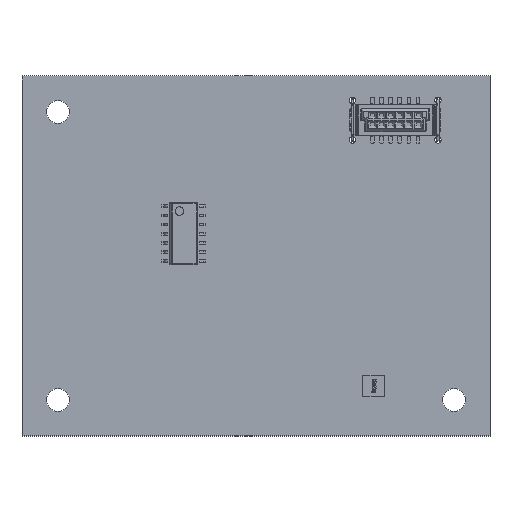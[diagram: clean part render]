
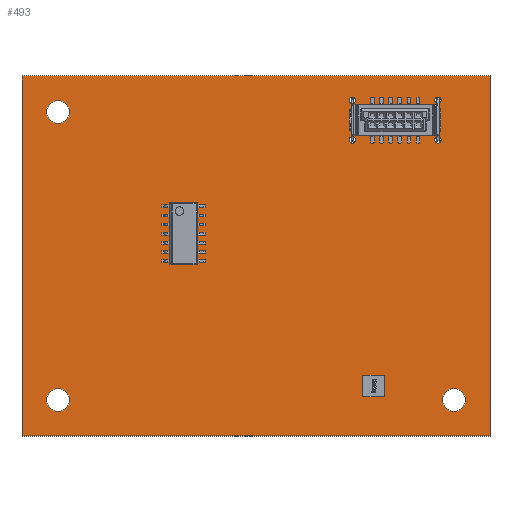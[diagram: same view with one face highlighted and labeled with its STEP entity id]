
A CAD part, top view. The second image highlights one B-rep face of the part: STEP entity #493.
In plain terms, the highlighted planar face has unit normal (0, 0, 1).
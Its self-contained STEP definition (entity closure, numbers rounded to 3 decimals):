
#77 = VERTEX_POINT('',#78);
#78 = CARTESIAN_POINT('',(115.,-130.,0.));
#95 = VERTEX_POINT('',#96);
#96 = CARTESIAN_POINT('',(115.,-80.,0.));
#102 = EDGE_CURVE('',#77,#95,#103,.T.);
#103 = LINE('',#104,#105);
#104 = CARTESIAN_POINT('',(115.,-130.,0.));
#105 = VECTOR('',#106,1.);
#106 = DIRECTION('',(0.,1.,0.));
#117 = VERTEX_POINT('',#118);
#118 = CARTESIAN_POINT('',(180.,-130.,0.));
#133 = EDGE_CURVE('',#117,#77,#134,.T.);
#134 = LINE('',#135,#136);
#135 = CARTESIAN_POINT('',(180.,-130.,0.));
#136 = VECTOR('',#137,1.);
#137 = DIRECTION('',(-1.,0.,0.));
#157 = VERTEX_POINT('',#158);
#158 = CARTESIAN_POINT('',(180.,-80.,0.));
#164 = EDGE_CURVE('',#95,#157,#165,.T.);
#165 = LINE('',#166,#167);
#166 = CARTESIAN_POINT('',(115.,-80.,0.));
#167 = VECTOR('',#168,1.);
#168 = DIRECTION('',(1.,0.,0.));
#186 = EDGE_CURVE('',#157,#117,#187,.T.);
#187 = LINE('',#188,#189);
#188 = CARTESIAN_POINT('',(180.,-80.,0.));
#189 = VECTOR('',#190,1.);
#190 = DIRECTION('',(0.,-1.,0.));
#201 = VERTEX_POINT('',#202);
#202 = CARTESIAN_POINT('',(173.018,-86.119,0.));
#218 = EDGE_CURVE('',#201,#201,#219,.T.);
#219 = CIRCLE('',#220,0.8);
#220 = AXIS2_PLACEMENT_3D('',#221,#222,#223);
#221 = CARTESIAN_POINT('',(172.218,-86.119,0.));
#222 = DIRECTION('',(0.,0.,1.));
#223 = DIRECTION('',(1.,0.,-0.));
#234 = VERTEX_POINT('',#235);
#235 = CARTESIAN_POINT('',(173.218,-83.369,0.));
#251 = EDGE_CURVE('',#234,#234,#252,.T.);
#252 = CIRCLE('',#253,0.45);
#253 = AXIS2_PLACEMENT_3D('',#254,#255,#256);
#254 = CARTESIAN_POINT('',(172.768,-83.369,0.));
#255 = DIRECTION('',(0.,0.,1.));
#256 = DIRECTION('',(1.,0.,-0.));
#267 = VERTEX_POINT('',#268);
#268 = CARTESIAN_POINT('',(173.218,-88.869,0.));
#284 = EDGE_CURVE('',#267,#267,#285,.T.);
#285 = CIRCLE('',#286,0.45);
#286 = AXIS2_PLACEMENT_3D('',#287,#288,#289);
#287 = CARTESIAN_POINT('',(172.768,-88.869,0.));
#288 = DIRECTION('',(0.,0.,1.));
#289 = DIRECTION('',(1.,0.,-0.));
#300 = VERTEX_POINT('',#301);
#301 = CARTESIAN_POINT('',(161.348,-88.869,0.));
#317 = EDGE_CURVE('',#300,#300,#318,.T.);
#318 = CIRCLE('',#319,0.45);
#319 = AXIS2_PLACEMENT_3D('',#320,#321,#322);
#320 = CARTESIAN_POINT('',(160.898,-88.869,0.));
#321 = DIRECTION('',(0.,0.,1.));
#322 = DIRECTION('',(1.,0.,-0.));
#333 = VERTEX_POINT('',#334);
#334 = CARTESIAN_POINT('',(162.248,-86.119,0.));
#350 = EDGE_CURVE('',#333,#333,#351,.T.);
#351 = CIRCLE('',#352,0.8);
#352 = AXIS2_PLACEMENT_3D('',#353,#354,#355);
#353 = CARTESIAN_POINT('',(161.448,-86.119,0.));
#354 = DIRECTION('',(0.,0.,1.));
#355 = DIRECTION('',(1.,0.,-0.));
#366 = VERTEX_POINT('',#367);
#367 = CARTESIAN_POINT('',(161.348,-83.369,0.));
#383 = EDGE_CURVE('',#366,#366,#384,.T.);
#384 = CIRCLE('',#385,0.45);
#385 = AXIS2_PLACEMENT_3D('',#386,#387,#388);
#386 = CARTESIAN_POINT('',(160.898,-83.369,0.));
#387 = DIRECTION('',(0.,0.,1.));
#388 = DIRECTION('',(1.,0.,-0.));
#399 = VERTEX_POINT('',#400);
#400 = CARTESIAN_POINT('',(121.6,-125.,0.));
#416 = EDGE_CURVE('',#399,#399,#417,.T.);
#417 = CIRCLE('',#418,1.6);
#418 = AXIS2_PLACEMENT_3D('',#419,#420,#421);
#419 = CARTESIAN_POINT('',(120.,-125.,0.));
#420 = DIRECTION('',(0.,0.,1.));
#421 = DIRECTION('',(1.,0.,-0.));
#432 = VERTEX_POINT('',#433);
#433 = CARTESIAN_POINT('',(121.6,-85.,0.));
#449 = EDGE_CURVE('',#432,#432,#450,.T.);
#450 = CIRCLE('',#451,1.6);
#451 = AXIS2_PLACEMENT_3D('',#452,#453,#454);
#452 = CARTESIAN_POINT('',(120.,-85.,0.));
#453 = DIRECTION('',(0.,0.,1.));
#454 = DIRECTION('',(1.,0.,-0.));
#465 = VERTEX_POINT('',#466);
#466 = CARTESIAN_POINT('',(176.6,-125.,0.));
#482 = EDGE_CURVE('',#465,#465,#483,.T.);
#483 = CIRCLE('',#484,1.6);
#484 = AXIS2_PLACEMENT_3D('',#485,#486,#487);
#485 = CARTESIAN_POINT('',(175.,-125.,0.));
#486 = DIRECTION('',(0.,0.,1.));
#487 = DIRECTION('',(1.,0.,-0.));
#493 = ADVANCED_FACE('',(#494,#500,#503,#506,#509,#512,#515,#518,#521,
    #524),#527,.F.);
#494 = FACE_BOUND('',#495,.F.);
#495 = EDGE_LOOP('',(#496,#497,#498,#499));
#496 = ORIENTED_EDGE('',*,*,#102,.T.);
#497 = ORIENTED_EDGE('',*,*,#164,.T.);
#498 = ORIENTED_EDGE('',*,*,#186,.T.);
#499 = ORIENTED_EDGE('',*,*,#133,.T.);
#500 = FACE_BOUND('',#501,.F.);
#501 = EDGE_LOOP('',(#502));
#502 = ORIENTED_EDGE('',*,*,#218,.T.);
#503 = FACE_BOUND('',#504,.F.);
#504 = EDGE_LOOP('',(#505));
#505 = ORIENTED_EDGE('',*,*,#251,.T.);
#506 = FACE_BOUND('',#507,.F.);
#507 = EDGE_LOOP('',(#508));
#508 = ORIENTED_EDGE('',*,*,#284,.T.);
#509 = FACE_BOUND('',#510,.F.);
#510 = EDGE_LOOP('',(#511));
#511 = ORIENTED_EDGE('',*,*,#317,.T.);
#512 = FACE_BOUND('',#513,.F.);
#513 = EDGE_LOOP('',(#514));
#514 = ORIENTED_EDGE('',*,*,#350,.T.);
#515 = FACE_BOUND('',#516,.F.);
#516 = EDGE_LOOP('',(#517));
#517 = ORIENTED_EDGE('',*,*,#383,.T.);
#518 = FACE_BOUND('',#519,.F.);
#519 = EDGE_LOOP('',(#520));
#520 = ORIENTED_EDGE('',*,*,#416,.T.);
#521 = FACE_BOUND('',#522,.F.);
#522 = EDGE_LOOP('',(#523));
#523 = ORIENTED_EDGE('',*,*,#449,.T.);
#524 = FACE_BOUND('',#525,.F.);
#525 = EDGE_LOOP('',(#526));
#526 = ORIENTED_EDGE('',*,*,#482,.T.);
#527 = PLANE('',#528);
#528 = AXIS2_PLACEMENT_3D('',#529,#530,#531);
#529 = CARTESIAN_POINT('',(147.5,-105.,0.));
#530 = DIRECTION('',(-0.,-0.,-1.));
#531 = DIRECTION('',(-1.,0.,0.));
